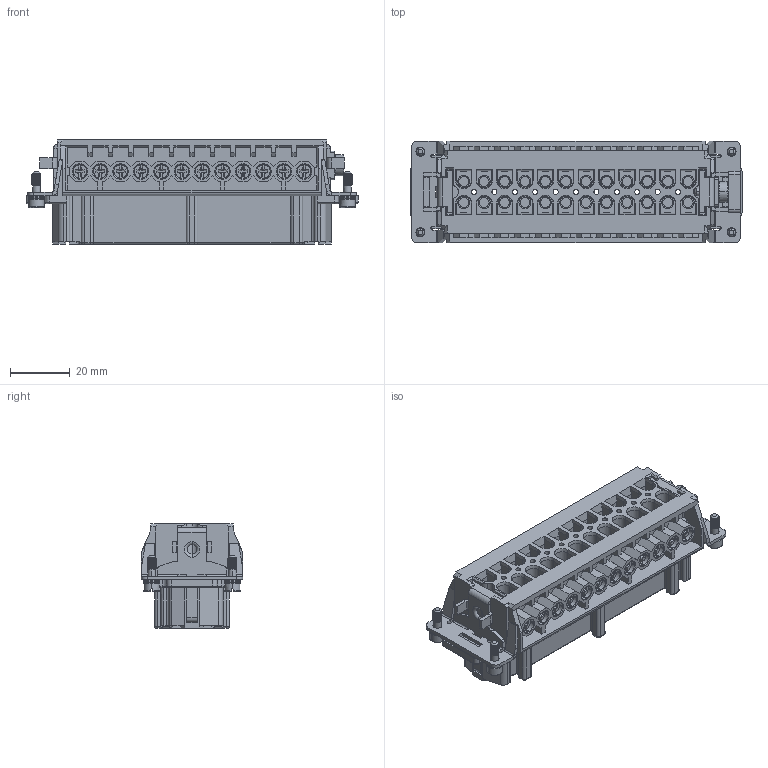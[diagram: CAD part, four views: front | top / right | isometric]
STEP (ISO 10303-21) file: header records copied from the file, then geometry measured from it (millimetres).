
FILE_DESCRIPTION (( 'STEP AP214' ), '1' );
FILE_NAME ('HE-024-F-REF.STEP', '2024-12-26T01:48:45', ( '' ), ( '' ), 'SwSTEP 2.0', 'SolidWorks 2021', '' );
FILE_SCHEMA (( 'AUTOMOTIVE_DESIGN' ));
Length unit declared in the file: millimetre
Products named in the file (1): HE-024-F-REF
Bounding box: 111 x 34 x 34.8 mm (x, y, z)
Volume: 48387.6 mm3; surface area: 53065.6 mm2
Topology: 1 solids, 1 shells, 3505 faces, 9667 edges, 6061 vertices
Faces by surface type: plane 2066, cylinder 1122, cone 226, torus 79, bspline 12
Entity records: 119109 total; most frequent: CARTESIAN_POINT 31336, ORIENTED_EDGE 19334, DIRECTION 17241, EDGE_CURVE 9667, VECTOR 6293, LINE 6293, VERTEX_POINT 6061, AXIS2_PLACEMENT_3D 5474
